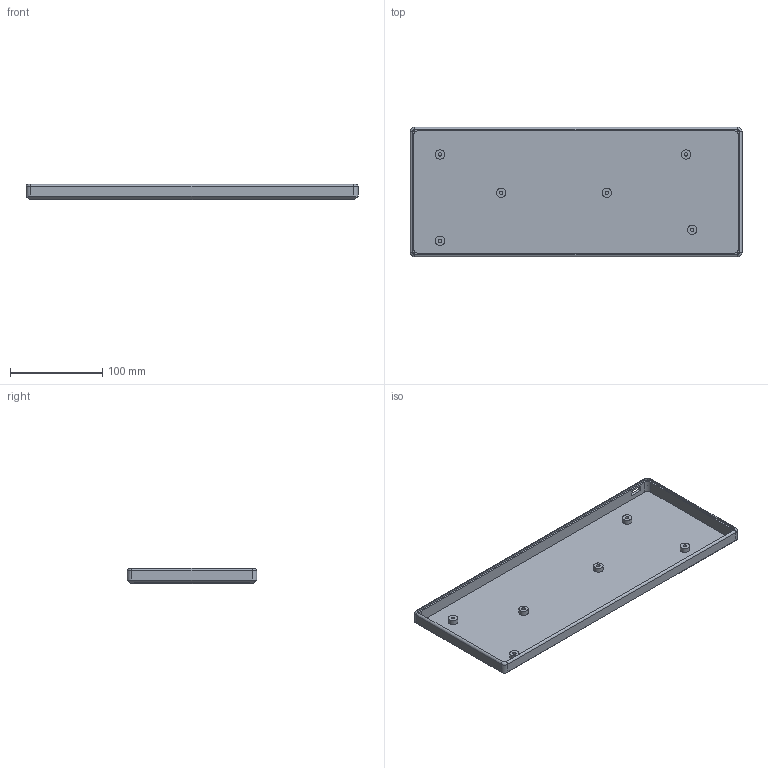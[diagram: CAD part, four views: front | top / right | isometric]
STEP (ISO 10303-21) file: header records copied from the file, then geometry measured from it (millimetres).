
FILE_DESCRIPTION(/* description */ ('STEP AP242 Edition 2','CAx-IF Rec.Pracs.---Representation and Presentation of Product Manufacturing Information (PMI)---4.0---2014-10-13','CAx-IF Rec.Pracs.---3D Tessellated Geometry---0.4---2014-09-14','2;1','CAx-IF Rec.Pracs.---User Defined Attributes---1.5---2016-08-15'),/* implementation_level */ '2;1');
FILE_NAME(/* name */ '6983e7c58697d6d11c4a8835',/* time_stamp */ '2026-02-05T00:43:50Z',/* author */ (''),/* organization */ (''),/* preprocessor_version */ 'ST-DEVELOPER v20',/* originating_system */ 'ONSHAPE BY PTC INC, 1.210',/* authorisation */ ' ');
FILE_SCHEMA (('AP242_MANAGED_MODEL_BASED_3D_ENGINEERING_MIM_LF { 1 0 10303 442 3 1 4 }'));
Length unit declared in the file: metre
Products named in the file (1): Part 1
Bounding box: 359.3 x 140.17 x 16.51 mm (x, y, z)
Volume: 112051 mm3; surface area: 129726.2 mm2
Topology: 1 solids, 1 shells, 87 faces, 188 edges, 120 vertices
Faces by surface type: cylinder 40, plane 39, torus 8
Full cylindrical faces by diameter (mm): 1.511 x4, 3.658 x6, 10.149 x2, 10.156 x1, 10.164 x1, 10.165 x1, 10.166 x1
Entity records: 2328 total; most frequent: DIRECTION 436, CARTESIAN_POINT 380, ORIENTED_EDGE 344, AXIS2_PLACEMENT_3D 176, EDGE_CURVE 172, EDGE_LOOP 122, FACE_BOUND 122, VERTEX_POINT 120
